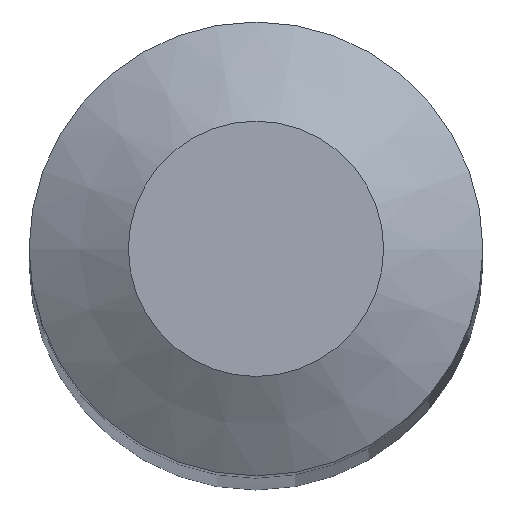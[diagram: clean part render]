
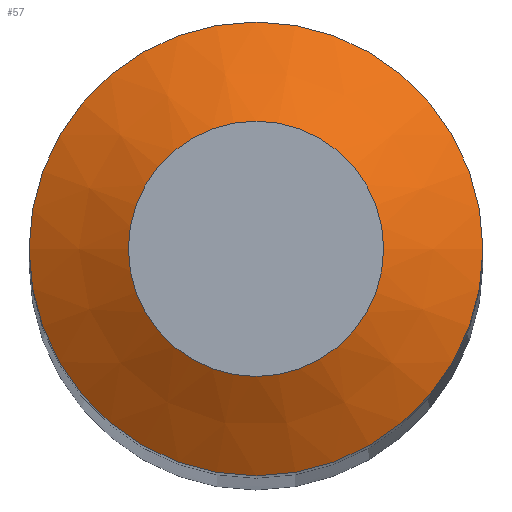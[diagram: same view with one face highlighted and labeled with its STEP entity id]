
A CAD part, top view. The second image highlights one B-rep face of the part: STEP entity #57.
In plain terms, the highlighted conical face has half-angle 60 degrees and reference radius 8 mm.
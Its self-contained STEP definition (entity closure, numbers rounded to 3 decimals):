
#57=ADVANCED_FACE('',(#74,#75),#65,.T.);
#65=CONICAL_SURFACE('',#186,8.,60.);
#74=FACE_BOUND('',#89,.T.);
#75=FACE_BOUND('',#90,.T.);
#89=EDGE_LOOP('',(#105));
#90=EDGE_LOOP('',(#106));
#105=ORIENTED_EDGE('',*,*,#127,.T.);
#106=ORIENTED_EDGE('',*,*,#128,.F.);
#118=VERTEX_POINT('',#269);
#119=VERTEX_POINT('',#272);
#127=EDGE_CURVE('',#118,#118,#135,.T.);
#128=EDGE_CURVE('',#119,#119,#136,.T.);
#135=CIRCLE('',#183,4.5);
#136=CIRCLE('',#185,8.);
#183=AXIS2_PLACEMENT_3D('',#268,#216,#217);
#185=AXIS2_PLACEMENT_3D('',#271,#220,#221);
#186=AXIS2_PLACEMENT_3D('',#273,#222,#223);
#216=DIRECTION('',(0.,0.,-1.));
#217=DIRECTION('',(1.,0.,0.));
#220=DIRECTION('',(0.,0.,-1.));
#221=DIRECTION('',(1.,0.,0.));
#222=DIRECTION('',(0.,0.,-1.));
#223=DIRECTION('',(1.,0.,0.));
#268=CARTESIAN_POINT('',(0.,0.,0.));
#269=CARTESIAN_POINT('',(4.5,0.,0.));
#271=CARTESIAN_POINT('',(0.,0.,-2.021));
#272=CARTESIAN_POINT('',(8.,0.,-2.021));
#273=CARTESIAN_POINT('',(0.,0.,-2.021));
